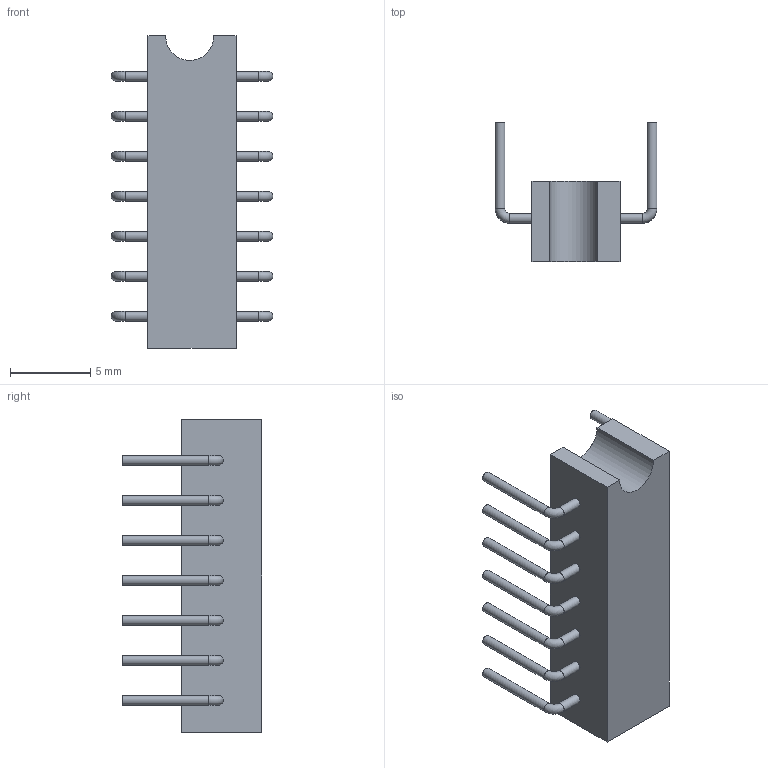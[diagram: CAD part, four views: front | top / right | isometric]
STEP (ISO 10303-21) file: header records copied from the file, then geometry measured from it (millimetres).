
FILE_DESCRIPTION(/* description */ (''),/* implementation_level */ '2;1');
FILE_NAME(/* name */ 'dip7.stp',/* time_stamp */ '2020-05-08T13:07:16+03:00',/* author */ ('darkl'),/* organization */ (''),/* preprocessor_version */ 'ST-DEVELOPER v17',/* originating_system */ 'Autodesk Inventor 2019',/* authorisation */ '');
FILE_SCHEMA (('AUTOMOTIVE_DESIGN { 1 0 10303 214 3 1 1 }'));
Length unit declared in the file: millimetre
Products named in the file (1): dip7
Bounding box: 10.1 x 8.69 x 19.5 mm (x, y, z)
Volume: 548.8 mm3; surface area: 670.4 mm2
Topology: 1 solids, 1 shells, 64 faces, 144 edges, 96 vertices
Faces by surface type: cylinder 29, plane 21, torus 14
Full cylindrical faces by diameter (mm): 0.6 x28
Entity records: 1950 total; most frequent: DIRECTION 374, CARTESIAN_POINT 305, ORIENTED_EDGE 288, AXIS2_PLACEMENT_3D 165, EDGE_CURVE 144, CIRCLE 100, VERTEX_POINT 96, EDGE_LOOP 78
